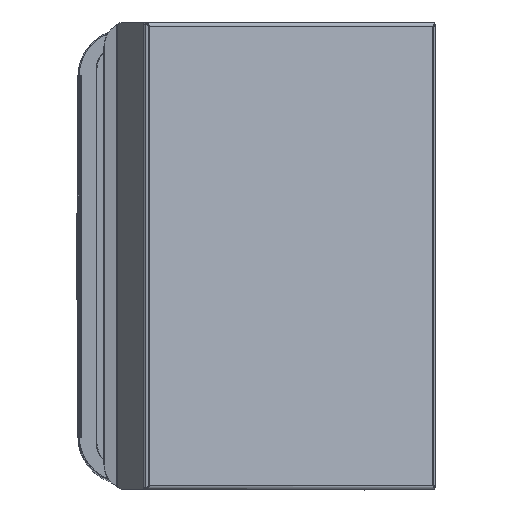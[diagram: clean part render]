
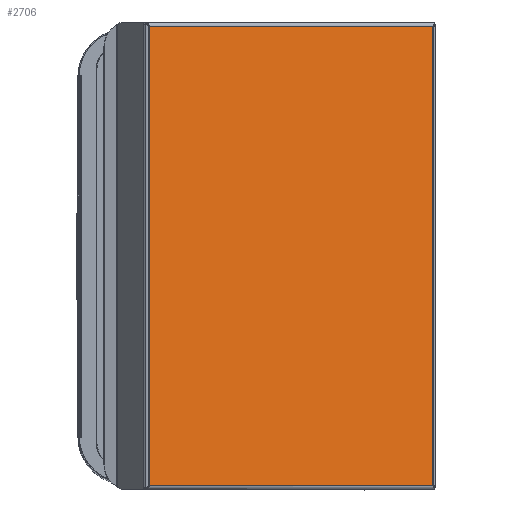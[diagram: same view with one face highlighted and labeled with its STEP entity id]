
A CAD part, top view. The second image highlights one B-rep face of the part: STEP entity #2706.
In plain terms, the highlighted planar face has unit normal (0.561, 0, 0.828).
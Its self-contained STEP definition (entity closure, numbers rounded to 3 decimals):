
#2706=ADVANCED_FACE('',(#5545),#5546,.T.);
#5545=FACE_OUTER_BOUND('',#19526,.T.);
#5546=PLANE('',#19527);
#19526=EDGE_LOOP('',(#26220,#26221,#26222,#26223));
#19527=AXIS2_PLACEMENT_3D('',#26224,#26225,#26226);
#26220=ORIENTED_EDGE('',*,*,#29796,.T.);
#26221=ORIENTED_EDGE('',*,*,#29795,.T.);
#26222=ORIENTED_EDGE('',*,*,#29793,.F.);
#26223=ORIENTED_EDGE('',*,*,#29804,.F.);
#26224=CARTESIAN_POINT('',(29.716,0.,615.773));
#26225=DIRECTION('',(0.561,0.,0.828));
#26226=DIRECTION('',(0.,-1.0,0.));
#29793=EDGE_CURVE('',#34841,#34809,#34842,.T.);
#29795=EDGE_CURVE('',#34815,#34809,#34844,.T.);
#29796=EDGE_CURVE('',#34845,#34815,#34846,.T.);
#29804=EDGE_CURVE('',#34845,#34841,#34855,.T.);
#34809=VERTEX_POINT('',#43309);
#34815=VERTEX_POINT('',#43377);
#34841=VERTEX_POINT('',#43541);
#34842=LINE('',#43542,#43543);
#34844=LINE('',#43549,#43550);
#34845=VERTEX_POINT('',#43551);
#34846=LINE('',#43552,#43553);
#34855=LINE('',#43580,#43581);
#43309=CARTESIAN_POINT('',(133.583,-167.75,545.332));
#43377=CARTESIAN_POINT('',(-74.151,-167.75,686.214));
#43541=CARTESIAN_POINT('',(133.583,167.75,545.332));
#43542=CARTESIAN_POINT('',(133.583,83.875,545.332));
#43543=VECTOR('',#46084,335.5);
#43549=CARTESIAN_POINT('',(-22.217,-167.75,650.993));
#43550=VECTOR('',#46085,251.0);
#43551=CARTESIAN_POINT('',(-74.151,167.75,686.214));
#43552=CARTESIAN_POINT('',(-74.151,85.375,686.214));
#43553=VECTOR('',#46086,335.5);
#43580=CARTESIAN_POINT('',(-22.217,167.75,650.993));
#43581=VECTOR('',#46092,251.0);
#46084=DIRECTION('',(0.,-1.0,0.));
#46085=DIRECTION('',(0.828,0.,-0.561));
#46086=DIRECTION('',(0.,-1.0,0.));
#46092=DIRECTION('',(0.828,0.,-0.561));
